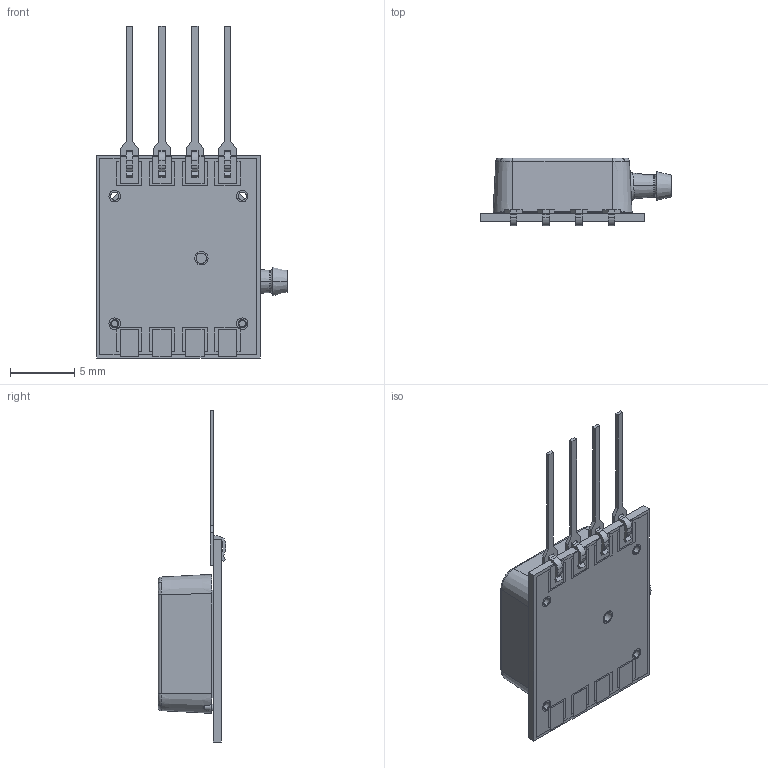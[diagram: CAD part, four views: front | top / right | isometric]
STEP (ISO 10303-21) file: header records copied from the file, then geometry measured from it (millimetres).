
FILE_DESCRIPTION (( 'STEP AP203' ), '1' );
FILE_NAME ('EGBS.STEP', '2021-02-10T19:24:53', ( '' ), ( '' ), 'SwSTEP 2.0', 'SolidWorks 2010', '' );
FILE_SCHEMA (( 'CONFIG_CONTROL_DESIGN' ));
Length unit declared in the file: inch
Products named in the file (4): AS01-06-001 SIP for E series; AS01-01-020 for E series; Ceramic-Blank E series; EGBS
Assembly tree (6 placements, depth 2):
  EGBS
    Ceramic-Blank E series
    AS01-06-001 SIP for E series  x4
    AS01-01-020 for E series
Bounding box: 14.81 x 5.28 x 25.78 mm (x, y, z)
Volume: 613 mm3; surface area: 1738.2 mm2
Topology: 24 solids, 24 shells, 474 faces, 1233 edges, 813 vertices
Faces by surface type: plane 369, cylinder 70, cone 18, bspline 17
Entity records: 14288 total; most frequent: CARTESIAN_POINT 4631, ORIENTED_EDGE 1938, DIRECTION 1773, EDGE_CURVE 969, LINE 789, VECTOR 789, VERTEX_POINT 639, AXIS2_PLACEMENT_3D 492
